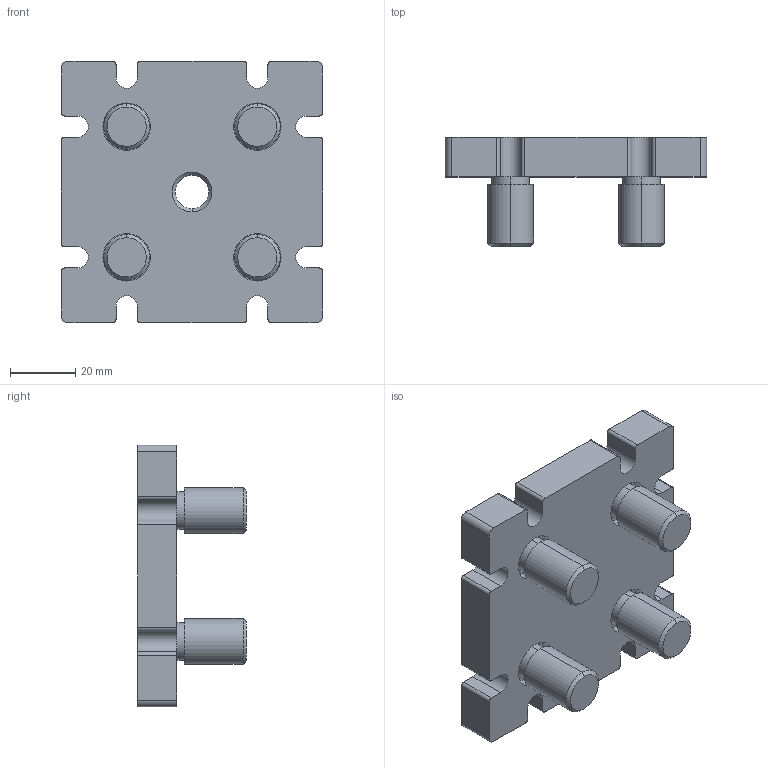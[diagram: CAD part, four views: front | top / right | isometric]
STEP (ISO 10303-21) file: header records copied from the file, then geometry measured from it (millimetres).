
FILE_DESCRIPTION (( 'STEP AP214' ), '1' );
FILE_NAME ('SNSD.30.50.64. Àäàïòåð 80õ80 äëÿ êðåïëåíèÿ îïîðû Ì12(E10).STEP', '2014-11-24T09:15:55', ( 'XTreme.ws' ), ( 'XTreme.ws' ), 'SwSTEP 2.0', 'SolidWorks 2014', '' );
FILE_SCHEMA (( 'AUTOMOTIVE_DESIGN' ));
Length unit declared in the file: millimetre
Products named in the file (3): SNSD.30.50.62. 鍔錓 (B16)E10_00; SNSD.30.50.62. 砑僔蠂縺 (B16)E10_00; SNSD.30.50.64. Àäàïòåð 80õ80 äëÿ êðåïëåíèÿ îïîðû Ì12(E10)
Assembly tree (5 placements, depth 2):
  SNSD.30.50.64. Àäàïòåð 80õ80 äëÿ êðåïëåíèÿ îïîðû Ì12(E10)
    SNSD.30.50.62. 砑僔蠂縺 (B16)E10_00
    SNSD.30.50.62. 鍔錓 (B16)E10_00  x4
Bounding box: 80 x 33.3 x 80 mm (x, y, z)
Volume: 78984.5 mm3; surface area: 28846.1 mm2
Topology: 5 solids, 5 shells, 178 faces, 428 edges, 276 vertices
Faces by surface type: plane 78, cylinder 72, cone 20, torus 8
Entity records: 3576 total; most frequent: DIRECTION 638, CARTESIAN_POINT 587, ORIENTED_EDGE 568, EDGE_CURVE 284, AXIS2_PLACEMENT_3D 237, VERTEX_POINT 186, LINE 164, VECTOR 164
